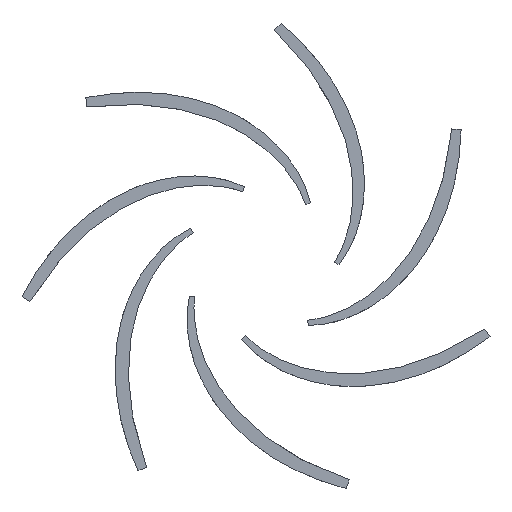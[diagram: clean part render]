
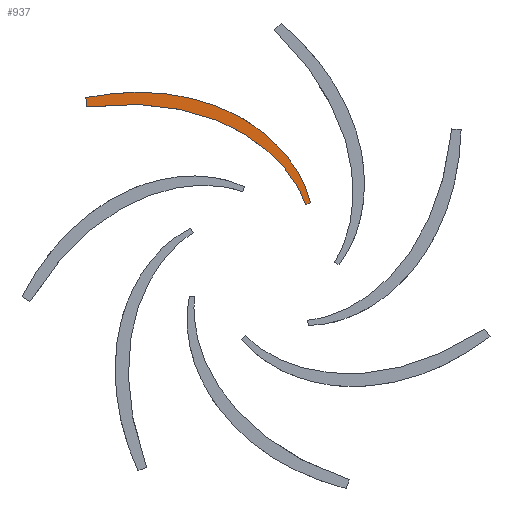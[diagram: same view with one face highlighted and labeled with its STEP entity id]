
A CAD part, top view. The second image highlights one B-rep face of the part: STEP entity #937.
In plain terms, the highlighted planar face has unit normal (0, 0, 1).
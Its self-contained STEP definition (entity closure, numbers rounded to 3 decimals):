
#519 = VERTEX_POINT('',#520);
#520 = CARTESIAN_POINT('',(75.273,91.395,20.));
#527 = SURFACE_OF_LINEAR_EXTRUSION('',#528,#542);
#528 = B_SPLINE_CURVE_WITH_KNOTS('',3,(#529,#530,#531,#532,#533,#534,
    #535,#536,#537,#538,#539,#540,#541),.UNSPECIFIED.,.F.,.F.,(4,1,1,1,1
    ,1,1,1,1,1,4),(0.,42.191,84.,125.399,
    166.434,207.395,248.538,289.382,
    330.259,370.811,410.889),.UNSPECIFIED.);
#529 = CARTESIAN_POINT('',(75.273,91.395,0.));
#530 = CARTESIAN_POINT('',(71.825,105.137,0.));
#531 = CARTESIAN_POINT('',(61.508,131.352,0.));
#532 = CARTESIAN_POINT('',(37.793,166.197,0.));
#533 = CARTESIAN_POINT('',(7.994,195.271,0.));
#534 = CARTESIAN_POINT('',(-25.887,218.889,0.));
#535 = CARTESIAN_POINT('',(-62.956,236.899,0.));
#536 = CARTESIAN_POINT('',(-102.191,249.164,0.));
#537 = CARTESIAN_POINT('',(-142.581,256.527,0.));
#538 = CARTESIAN_POINT('',(-183.37,258.807,0.));
#539 = CARTESIAN_POINT('',(-223.887,256.755,0.));
#540 = CARTESIAN_POINT('',(-250.506,252.674,-0.));
#541 = CARTESIAN_POINT('',(-263.599,250.025,0.));
#542 = VECTOR('',#543,1.);
#543 = DIRECTION('',(-0.,-0.,-1.));
#551 = PLANE('',#552);
#552 = AXIS2_PLACEMENT_3D('',#553,#554,#555);
#553 = CARTESIAN_POINT('',(67.943,88.191,0.));
#554 = DIRECTION('',(-0.4,0.916,0.));
#555 = DIRECTION('',(0.916,0.4,0.));
#563 = EDGE_CURVE('',#519,#564,#566,.T.);
#564 = VERTEX_POINT('',#565);
#565 = CARTESIAN_POINT('',(-263.599,250.025,20.));
#566 = SURFACE_CURVE('',#567,(#581,#588),.PCURVE_S1.);
#567 = B_SPLINE_CURVE_WITH_KNOTS('',3,(#568,#569,#570,#571,#572,#573,
    #574,#575,#576,#577,#578,#579,#580),.UNSPECIFIED.,.F.,.F.,(4,1,1,1,1
    ,1,1,1,1,1,4),(0.,42.191,84.,125.399,
    166.434,207.395,248.538,289.382,
    330.259,370.811,410.889),.UNSPECIFIED.);
#568 = CARTESIAN_POINT('',(75.273,91.395,20.));
#569 = CARTESIAN_POINT('',(71.825,105.137,20.));
#570 = CARTESIAN_POINT('',(61.508,131.352,20.));
#571 = CARTESIAN_POINT('',(37.793,166.197,20.));
#572 = CARTESIAN_POINT('',(7.994,195.271,20.));
#573 = CARTESIAN_POINT('',(-25.887,218.889,20.));
#574 = CARTESIAN_POINT('',(-62.956,236.899,20.));
#575 = CARTESIAN_POINT('',(-102.191,249.164,20.));
#576 = CARTESIAN_POINT('',(-142.581,256.527,20.));
#577 = CARTESIAN_POINT('',(-183.37,258.807,20.));
#578 = CARTESIAN_POINT('',(-223.887,256.755,20.));
#579 = CARTESIAN_POINT('',(-250.506,252.674,20.));
#580 = CARTESIAN_POINT('',(-263.599,250.025,20.));
#581 = PCURVE('',#527,#582);
#582 = DEFINITIONAL_REPRESENTATION('',(#583),#587);
#583 = LINE('',#584,#585);
#584 = CARTESIAN_POINT('',(0.,-20.));
#585 = VECTOR('',#586,1.);
#586 = DIRECTION('',(1.,0.));
#587 = ( GEOMETRIC_REPRESENTATION_CONTEXT(2) 
PARAMETRIC_REPRESENTATION_CONTEXT() REPRESENTATION_CONTEXT('2D SPACE',''
  ) );
#588 = PCURVE('',#589,#594);
#589 = PLANE('',#590);
#590 = AXIS2_PLACEMENT_3D('',#591,#592,#593);
#591 = CARTESIAN_POINT('',(-76.67,205.488,20.));
#592 = DIRECTION('',(0.,0.,1.));
#593 = DIRECTION('',(1.,0.,-0.));
#594 = DEFINITIONAL_REPRESENTATION('',(#595),#609);
#595 = B_SPLINE_CURVE_WITH_KNOTS('',3,(#596,#597,#598,#599,#600,#601,
    #602,#603,#604,#605,#606,#607,#608),.UNSPECIFIED.,.F.,.F.,(4,1,1,1,1
    ,1,1,1,1,1,4),(0.,42.191,84.,125.399,
    166.434,207.395,248.538,289.382,
    330.259,370.811,410.889),.UNSPECIFIED.);
#596 = CARTESIAN_POINT('',(151.943,-114.093));
#597 = CARTESIAN_POINT('',(148.495,-100.351));
#598 = CARTESIAN_POINT('',(138.179,-74.136));
#599 = CARTESIAN_POINT('',(114.464,-39.291));
#600 = CARTESIAN_POINT('',(84.665,-10.217));
#601 = CARTESIAN_POINT('',(50.784,13.401));
#602 = CARTESIAN_POINT('',(13.714,31.411));
#603 = CARTESIAN_POINT('',(-25.521,43.676));
#604 = CARTESIAN_POINT('',(-65.911,51.039));
#605 = CARTESIAN_POINT('',(-106.7,53.319));
#606 = CARTESIAN_POINT('',(-147.217,51.267));
#607 = CARTESIAN_POINT('',(-173.836,47.186));
#608 = CARTESIAN_POINT('',(-186.929,44.536));
#609 = ( GEOMETRIC_REPRESENTATION_CONTEXT(2) 
PARAMETRIC_REPRESENTATION_CONTEXT() REPRESENTATION_CONTEXT('2D SPACE',''
  ) );
#627 = PLANE('',#628);
#628 = AXIS2_PLACEMENT_3D('',#629,#630,#631);
#629 = CARTESIAN_POINT('',(-263.599,250.025,0.));
#630 = DIRECTION('',(0.993,0.12,-0.));
#631 = DIRECTION('',(0.12,-0.993,0.));
#689 = EDGE_CURVE('',#564,#690,#692,.T.);
#690 = VERTEX_POINT('',#691);
#691 = CARTESIAN_POINT('',(-261.921,236.126,20.));
#692 = SURFACE_CURVE('',#693,(#697,#704),.PCURVE_S1.);
#693 = LINE('',#694,#695);
#694 = CARTESIAN_POINT('',(-263.599,250.025,20.));
#695 = VECTOR('',#696,1.);
#696 = DIRECTION('',(0.12,-0.993,0.));
#697 = PCURVE('',#627,#698);
#698 = DEFINITIONAL_REPRESENTATION('',(#699),#703);
#699 = LINE('',#700,#701);
#700 = CARTESIAN_POINT('',(0.,-20.));
#701 = VECTOR('',#702,1.);
#702 = DIRECTION('',(1.,0.));
#703 = ( GEOMETRIC_REPRESENTATION_CONTEXT(2) 
PARAMETRIC_REPRESENTATION_CONTEXT() REPRESENTATION_CONTEXT('2D SPACE',''
  ) );
#704 = PCURVE('',#589,#705);
#705 = DEFINITIONAL_REPRESENTATION('',(#706),#710);
#706 = LINE('',#707,#708);
#707 = CARTESIAN_POINT('',(-186.929,44.536));
#708 = VECTOR('',#709,1.);
#709 = DIRECTION('',(0.12,-0.993));
#710 = ( GEOMETRIC_REPRESENTATION_CONTEXT(2) 
PARAMETRIC_REPRESENTATION_CONTEXT() REPRESENTATION_CONTEXT('2D SPACE',''
  ) );
#728 = SURFACE_OF_LINEAR_EXTRUSION('',#729,#743);
#729 = B_SPLINE_CURVE_WITH_KNOTS('',3,(#730,#731,#732,#733,#734,#735,
    #736,#737,#738,#739,#740,#741,#742),.UNSPECIFIED.,.F.,.F.,(4,1,1,1,1
    ,1,1,1,1,1,4),(0.,39.307,78.178,117.042,
    155.595,194.204,232.415,270.687,
    309.311,348.439,389.368),.UNSPECIFIED.);
#730 = CARTESIAN_POINT('',(-261.921,236.126,0.));
#731 = CARTESIAN_POINT('',(-248.929,237.843,0.));
#732 = CARTESIAN_POINT('',(-222.936,240.171,0.));
#733 = CARTESIAN_POINT('',(-183.883,240.219,0.));
#734 = CARTESIAN_POINT('',(-145.178,237.093,0.));
#735 = CARTESIAN_POINT('',(-107.171,229.571,0.));
#736 = CARTESIAN_POINT('',(-70.258,218.461,0.));
#737 = CARTESIAN_POINT('',(-35.307,202.35,0.));
#738 = CARTESIAN_POINT('',(-2.759,181.799,0.));
#739 = CARTESIAN_POINT('',(26.511,156.265,0.));
#740 = CARTESIAN_POINT('',(51.436,125.186,0.));
#741 = CARTESIAN_POINT('',(63.418,101.179,-0.));
#742 = CARTESIAN_POINT('',(67.943,88.191,0.));
#743 = VECTOR('',#744,1.);
#744 = DIRECTION('',(-0.,-0.,-1.));
#777 = EDGE_CURVE('',#690,#778,#780,.T.);
#778 = VERTEX_POINT('',#779);
#779 = CARTESIAN_POINT('',(67.943,88.191,20.));
#780 = SURFACE_CURVE('',#781,(#795,#802),.PCURVE_S1.);
#781 = B_SPLINE_CURVE_WITH_KNOTS('',3,(#782,#783,#784,#785,#786,#787,
    #788,#789,#790,#791,#792,#793,#794),.UNSPECIFIED.,.F.,.F.,(4,1,1,1,1
    ,1,1,1,1,1,4),(0.,39.307,78.178,117.042,
    155.595,194.204,232.415,270.687,
    309.311,348.439,389.368),.UNSPECIFIED.);
#782 = CARTESIAN_POINT('',(-261.921,236.126,20.));
#783 = CARTESIAN_POINT('',(-248.929,237.843,20.));
#784 = CARTESIAN_POINT('',(-222.936,240.171,20.));
#785 = CARTESIAN_POINT('',(-183.883,240.219,20.));
#786 = CARTESIAN_POINT('',(-145.178,237.093,20.));
#787 = CARTESIAN_POINT('',(-107.171,229.571,20.));
#788 = CARTESIAN_POINT('',(-70.258,218.461,20.));
#789 = CARTESIAN_POINT('',(-35.307,202.35,20.));
#790 = CARTESIAN_POINT('',(-2.759,181.799,20.));
#791 = CARTESIAN_POINT('',(26.511,156.265,20.));
#792 = CARTESIAN_POINT('',(51.436,125.186,20.));
#793 = CARTESIAN_POINT('',(63.418,101.179,20.));
#794 = CARTESIAN_POINT('',(67.943,88.191,20.));
#795 = PCURVE('',#728,#796);
#796 = DEFINITIONAL_REPRESENTATION('',(#797),#801);
#797 = LINE('',#798,#799);
#798 = CARTESIAN_POINT('',(0.,-20.));
#799 = VECTOR('',#800,1.);
#800 = DIRECTION('',(1.,0.));
#801 = ( GEOMETRIC_REPRESENTATION_CONTEXT(2) 
PARAMETRIC_REPRESENTATION_CONTEXT() REPRESENTATION_CONTEXT('2D SPACE',''
  ) );
#802 = PCURVE('',#589,#803);
#803 = DEFINITIONAL_REPRESENTATION('',(#804),#818);
#804 = B_SPLINE_CURVE_WITH_KNOTS('',3,(#805,#806,#807,#808,#809,#810,
    #811,#812,#813,#814,#815,#816,#817),.UNSPECIFIED.,.F.,.F.,(4,1,1,1,1
    ,1,1,1,1,1,4),(0.,39.307,78.178,117.042,
    155.595,194.204,232.415,270.687,
    309.311,348.439,389.368),.UNSPECIFIED.);
#805 = CARTESIAN_POINT('',(-185.25,30.637));
#806 = CARTESIAN_POINT('',(-172.259,32.355));
#807 = CARTESIAN_POINT('',(-146.266,34.683));
#808 = CARTESIAN_POINT('',(-107.213,34.731));
#809 = CARTESIAN_POINT('',(-68.507,31.605));
#810 = CARTESIAN_POINT('',(-30.5,24.083));
#811 = CARTESIAN_POINT('',(6.412,12.973));
#812 = CARTESIAN_POINT('',(41.364,-3.138));
#813 = CARTESIAN_POINT('',(73.911,-23.689));
#814 = CARTESIAN_POINT('',(103.182,-49.223));
#815 = CARTESIAN_POINT('',(128.107,-80.302));
#816 = CARTESIAN_POINT('',(140.089,-104.309));
#817 = CARTESIAN_POINT('',(144.613,-117.297));
#818 = ( GEOMETRIC_REPRESENTATION_CONTEXT(2) 
PARAMETRIC_REPRESENTATION_CONTEXT() REPRESENTATION_CONTEXT('2D SPACE',''
  ) );
#888 = EDGE_CURVE('',#778,#519,#889,.T.);
#889 = SURFACE_CURVE('',#890,(#894,#901),.PCURVE_S1.);
#890 = LINE('',#891,#892);
#891 = CARTESIAN_POINT('',(67.943,88.191,20.));
#892 = VECTOR('',#893,1.);
#893 = DIRECTION('',(0.916,0.4,0.));
#894 = PCURVE('',#551,#895);
#895 = DEFINITIONAL_REPRESENTATION('',(#896),#900);
#896 = LINE('',#897,#898);
#897 = CARTESIAN_POINT('',(0.,-20.));
#898 = VECTOR('',#899,1.);
#899 = DIRECTION('',(1.,0.));
#900 = ( GEOMETRIC_REPRESENTATION_CONTEXT(2) 
PARAMETRIC_REPRESENTATION_CONTEXT() REPRESENTATION_CONTEXT('2D SPACE',''
  ) );
#901 = PCURVE('',#589,#902);
#902 = DEFINITIONAL_REPRESENTATION('',(#903),#907);
#903 = LINE('',#904,#905);
#904 = CARTESIAN_POINT('',(144.613,-117.297));
#905 = VECTOR('',#906,1.);
#906 = DIRECTION('',(0.916,0.4));
#907 = ( GEOMETRIC_REPRESENTATION_CONTEXT(2) 
PARAMETRIC_REPRESENTATION_CONTEXT() REPRESENTATION_CONTEXT('2D SPACE',''
  ) );
#937 = ADVANCED_FACE('',(#938),#589,.T.);
#938 = FACE_BOUND('',#939,.T.);
#939 = EDGE_LOOP('',(#940,#941,#942,#943));
#940 = ORIENTED_EDGE('',*,*,#563,.T.);
#941 = ORIENTED_EDGE('',*,*,#689,.T.);
#942 = ORIENTED_EDGE('',*,*,#777,.T.);
#943 = ORIENTED_EDGE('',*,*,#888,.T.);
